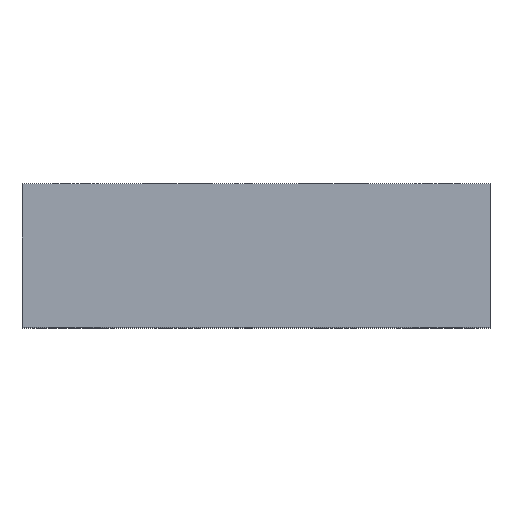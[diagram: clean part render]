
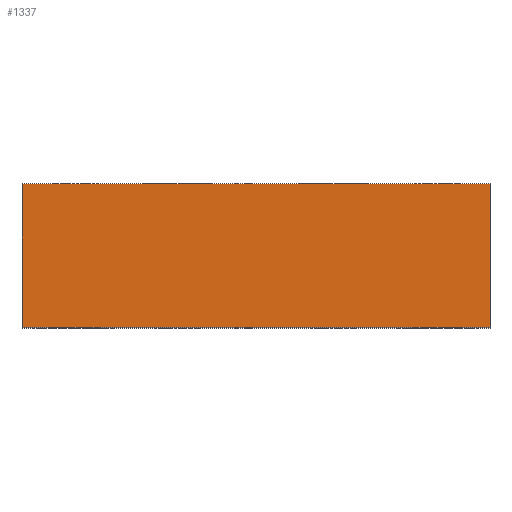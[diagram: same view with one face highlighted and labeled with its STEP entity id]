
A CAD part, top view. The second image highlights one B-rep face of the part: STEP entity #1337.
In plain terms, the highlighted planar face has unit normal (0, 0, 1).
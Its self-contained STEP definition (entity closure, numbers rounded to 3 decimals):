
#158=FACE_OUTER_BOUND('',#242,.T.);
#242=EDGE_LOOP('',(#1084,#1085,#1086,#1087));
#365=LINE('',#2112,#505);
#381=LINE('',#2163,#521);
#382=LINE('',#2166,#522);
#383=LINE('',#2167,#523);
#505=VECTOR('',#1726,10.);
#521=VECTOR('',#1764,10.);
#522=VECTOR('',#1767,10.);
#523=VECTOR('',#1768,10.);
#634=VERTEX_POINT('',#2109);
#635=VERTEX_POINT('',#2111);
#659=VERTEX_POINT('',#2161);
#660=VERTEX_POINT('',#2165);
#794=EDGE_CURVE('',#634,#635,#365,.T.);
#820=EDGE_CURVE('',#634,#659,#381,.T.);
#821=EDGE_CURVE('',#660,#659,#382,.T.);
#822=EDGE_CURVE('',#635,#660,#383,.T.);
#1084=ORIENTED_EDGE('',*,*,#820,.T.);
#1085=ORIENTED_EDGE('',*,*,#821,.F.);
#1086=ORIENTED_EDGE('',*,*,#822,.F.);
#1087=ORIENTED_EDGE('',*,*,#794,.F.);
#1276=PLANE('',#1459);
#1337=ADVANCED_FACE('',(#158),#1276,.T.);
#1459=AXIS2_PLACEMENT_3D('',#2164,#1765,#1766);
#1726=DIRECTION('',(0.,1.,0.));
#1764=DIRECTION('',(1.,0.,0.));
#1765=DIRECTION('center_axis',(0.,0.,1.));
#1766=DIRECTION('ref_axis',(0.,-1.,0.));
#1767=DIRECTION('',(0.,-1.,0.));
#1768=DIRECTION('',(1.,0.,0.));
#2109=CARTESIAN_POINT('',(-18.,-7.058,17.728));
#2111=CARTESIAN_POINT('',(-18.,4.,17.728));
#2112=CARTESIAN_POINT('',(-18.,-18.116,17.728));
#2161=CARTESIAN_POINT('',(18.,-7.058,17.728));
#2163=CARTESIAN_POINT('',(0.,-7.058,17.728));
#2164=CARTESIAN_POINT('Origin',(0.,4.,17.728));
#2165=CARTESIAN_POINT('',(18.,4.,17.728));
#2166=CARTESIAN_POINT('',(18.,-18.116,17.728));
#2167=CARTESIAN_POINT('',(0.,4.,17.728));
